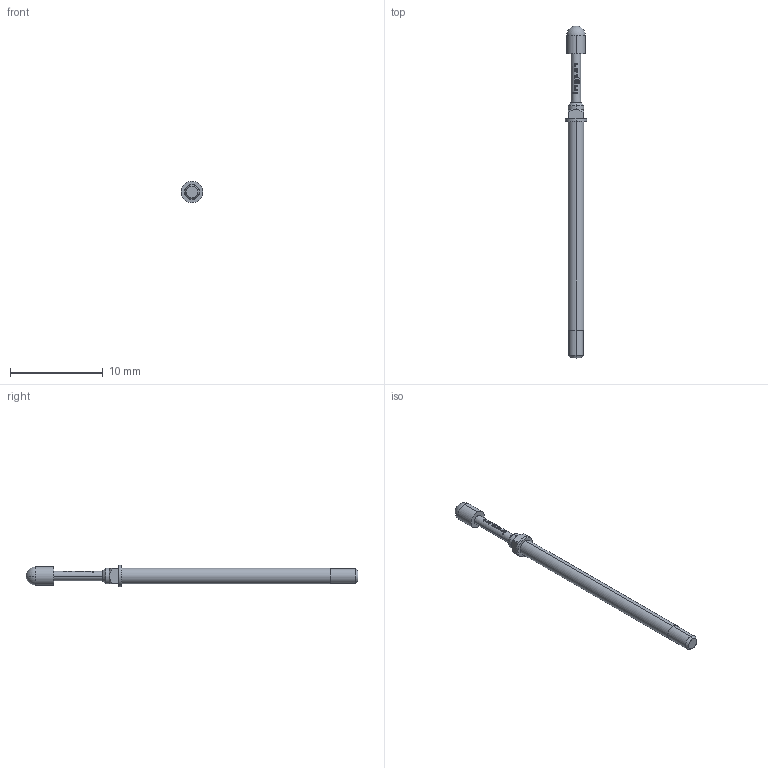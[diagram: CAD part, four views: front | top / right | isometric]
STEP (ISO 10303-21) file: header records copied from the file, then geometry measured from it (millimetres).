
FILE_DESCRIPTION (( 'STEP AP203' ), '1' );
FILE_NAME ('INGUN_GKS-112_305_200_X_xx02_M_0.STEP', '2017-03-03T06:21:52', ( '' ), ( '' ), 'SwSTEP 2.0', 'SolidWorks 2016', '' );
FILE_SCHEMA (( 'CONFIG_CONTROL_DESIGN' ));
Length unit declared in the file: millimetre
Products named in the file (2): INGUN_GKS-112_305_200_X_xx02_M_0
Bounding box: 2.3 x 35.8 x 2.3 mm (x, y, z)
Volume: 72 mm3; surface area: 188 mm2
Topology: 1 solids, 1 shells, 104 faces, 270 edges, 175 vertices
Faces by surface type: plane 52, bspline 22, cylinder 18, cone 10, sphere 2
Entity records: 3619 total; most frequent: CARTESIAN_POINT 1099, ORIENTED_EDGE 536, DIRECTION 426, EDGE_CURVE 268, VERTEX_POINT 175, AXIS2_PLACEMENT_3D 168, EDGE_LOOP 113, FACE_OUTER_BOUND 104
